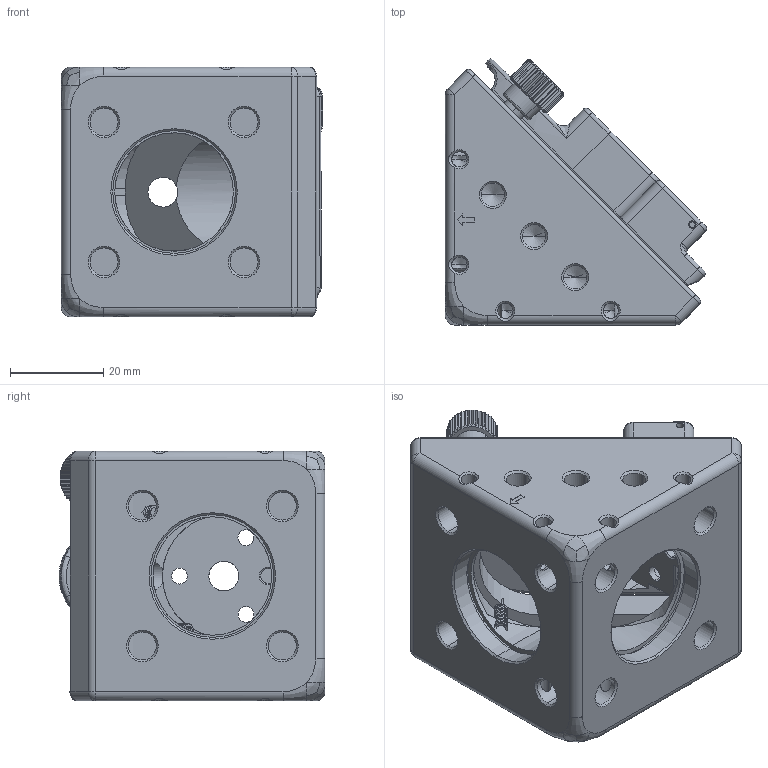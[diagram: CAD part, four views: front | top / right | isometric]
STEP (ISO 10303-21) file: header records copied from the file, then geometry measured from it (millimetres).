
FILE_DESCRIPTION (( 'STEP AP203' ), '1' );
FILE_NAME ('CSRA1-BP.STEP', '2025-10-14T09:35:31', ( '' ), ( '' ), 'SwSTEP 2.0', 'SolidWorks 2020', '' );
FILE_SCHEMA (( 'CONFIG_CONTROL_DESIGN' ));
Length unit declared in the file: millimetre
Products named in the file (1): CSRA1-BP
Bounding box: 56 x 57.01 x 53.5 mm (x, y, z)
Volume: 68343.5 mm3; surface area: 36772.7 mm2
Topology: 42 solids, 42 shells, 1579 faces, 3993 edges, 2486 vertices
Faces by surface type: plane 657, cylinder 457, cone 231, bspline 148, torus 50, sphere 36
Entity records: 70784 total; most frequent: CARTESIAN_POINT 35108, ORIENTED_EDGE 7786, DIRECTION 6806, EDGE_CURVE 3893, AXIS2_PLACEMENT_3D 2652, VERTEX_POINT 2474, EDGE_LOOP 1719, ADVANCED_FACE 1579
